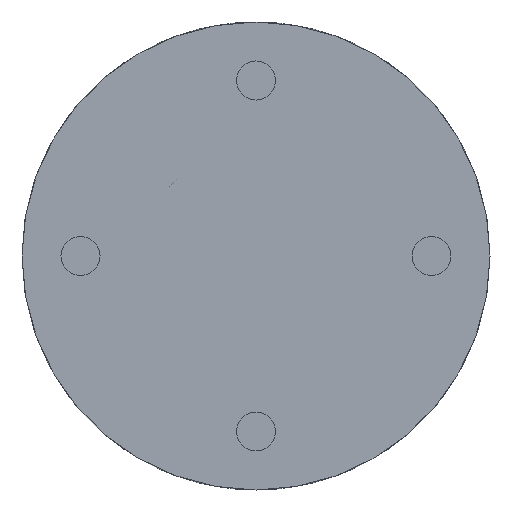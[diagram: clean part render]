
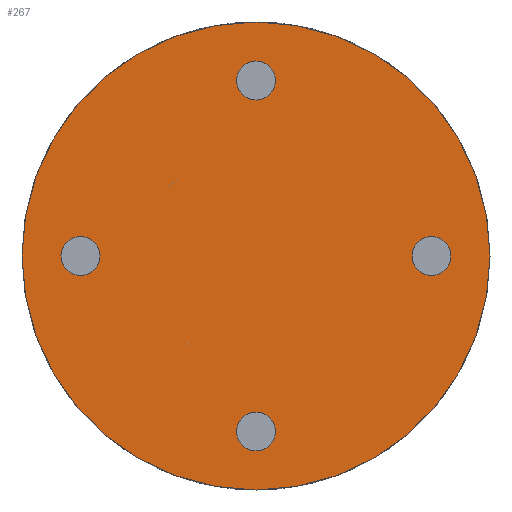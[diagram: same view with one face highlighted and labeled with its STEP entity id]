
A CAD part, front view. The second image highlights one B-rep face of the part: STEP entity #267.
In plain terms, the highlighted planar face has unit normal (0, -1, 0).
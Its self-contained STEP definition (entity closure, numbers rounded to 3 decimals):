
#19=FACE_BOUND('',#71,.T.);
#20=FACE_BOUND('',#72,.T.);
#21=FACE_BOUND('',#73,.T.);
#22=FACE_BOUND('',#74,.T.);
#32=PLANE('',#322);
#49=FACE_OUTER_BOUND('',#70,.T.);
#70=EDGE_LOOP('',(#239));
#71=EDGE_LOOP('',(#240));
#72=EDGE_LOOP('',(#241));
#73=EDGE_LOOP('',(#242));
#74=EDGE_LOOP('',(#243));
#105=CIRCLE('',#289,1.5);
#107=CIRCLE('',#293,1.5);
#109=CIRCLE('',#297,1.5);
#111=CIRCLE('',#301,1.5);
#120=CIRCLE('',#318,18.);
#123=VERTEX_POINT('',#412);
#125=VERTEX_POINT('',#419);
#127=VERTEX_POINT('',#426);
#129=VERTEX_POINT('',#433);
#144=VERTEX_POINT('',#476);
#145=EDGE_CURVE('',#123,#123,#105,.T.);
#148=EDGE_CURVE('',#125,#125,#107,.T.);
#151=EDGE_CURVE('',#127,#127,#109,.T.);
#154=EDGE_CURVE('',#129,#129,#111,.T.);
#175=EDGE_CURVE('',#144,#144,#120,.T.);
#239=ORIENTED_EDGE('',*,*,#175,.F.);
#240=ORIENTED_EDGE('',*,*,#145,.T.);
#241=ORIENTED_EDGE('',*,*,#148,.T.);
#242=ORIENTED_EDGE('',*,*,#151,.T.);
#243=ORIENTED_EDGE('',*,*,#154,.T.);
#267=ADVANCED_FACE('',(#49,#19,#20,#21,#22),#32,.F.);
#289=AXIS2_PLACEMENT_3D('',#413,#327,#328);
#293=AXIS2_PLACEMENT_3D('',#420,#336,#337);
#297=AXIS2_PLACEMENT_3D('',#427,#345,#346);
#301=AXIS2_PLACEMENT_3D('',#434,#354,#355);
#318=AXIS2_PLACEMENT_3D('',#478,#400,#401);
#322=AXIS2_PLACEMENT_3D('',#482,#408,#409);
#327=DIRECTION('center_axis',(0.,1.,0.));
#328=DIRECTION('ref_axis',(1.,0.,0.));
#336=DIRECTION('center_axis',(0.,1.,0.));
#337=DIRECTION('ref_axis',(1.,0.,0.));
#345=DIRECTION('center_axis',(0.,1.,0.));
#346=DIRECTION('ref_axis',(1.,0.,0.));
#354=DIRECTION('center_axis',(0.,1.,0.));
#355=DIRECTION('ref_axis',(1.,0.,0.));
#400=DIRECTION('center_axis',(0.,1.,0.));
#401=DIRECTION('ref_axis',(-1.,0.,0.));
#408=DIRECTION('center_axis',(0.,1.,0.));
#409=DIRECTION('ref_axis',(0.,0.,1.));
#412=CARTESIAN_POINT('',(12.,0.,0.));
#413=CARTESIAN_POINT('Origin',(13.5,0.,0.));
#419=CARTESIAN_POINT('',(-15.,0.,0.));
#420=CARTESIAN_POINT('Origin',(-13.5,0.,0.));
#426=CARTESIAN_POINT('',(-1.5,0.,-13.5));
#427=CARTESIAN_POINT('Origin',(0.,0.,-13.5));
#433=CARTESIAN_POINT('',(-1.5,0.,13.5));
#434=CARTESIAN_POINT('Origin',(0.,0.,13.5));
#476=CARTESIAN_POINT('',(18.,0.,0.));
#478=CARTESIAN_POINT('Origin',(0.,0.,0.));
#482=CARTESIAN_POINT('Origin',(0.,0.,0.));
